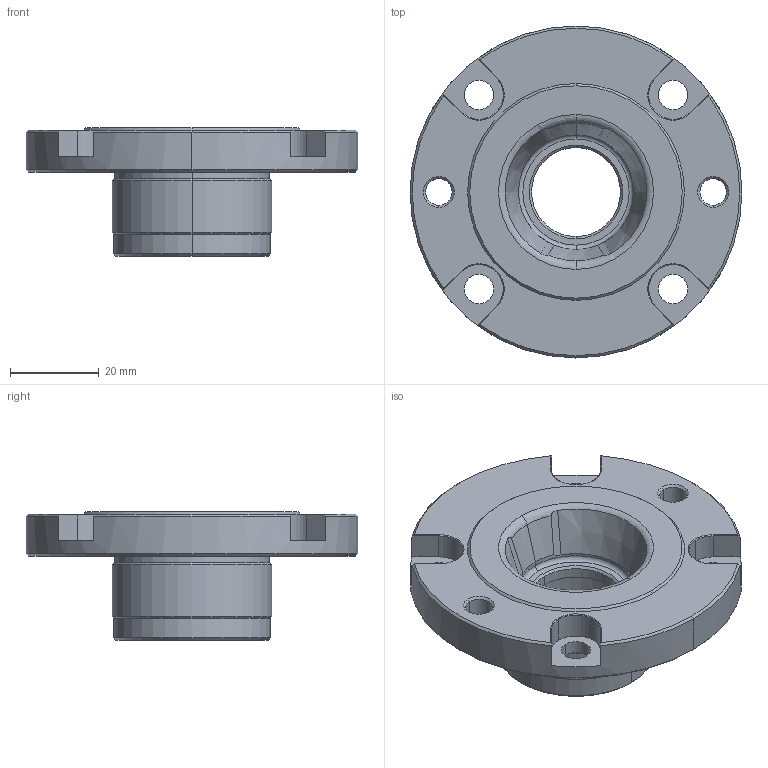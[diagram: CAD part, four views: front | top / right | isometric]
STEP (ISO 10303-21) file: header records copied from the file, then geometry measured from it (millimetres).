
FILE_DESCRIPTION (( 'STEP AP203' ), '1' );
FILE_NAME ('amwf50-bu-d.STEP', '2021-10-21T07:35:45', ( '' ), ( '' ), 'SwSTEP 2.0', 'SolidWorks 2020', '' );
FILE_SCHEMA (( 'CONFIG_CONTROL_DESIGN' ));
Length unit declared in the file: millimetre
Products named in the file (1): amwf50-bu-d
Bounding box: 75 x 75 x 29 mm (x, y, z)
Volume: 40922.1 mm3; surface area: 15193.5 mm2
Topology: 1 solids, 1 shells, 124 faces, 297 edges, 179 vertices
Faces by surface type: cone 52, cylinder 36, plane 30, torus 6
Entity records: 3757 total; most frequent: CARTESIAN_POINT 733, DIRECTION 658, ORIENTED_EDGE 594, EDGE_CURVE 297, AXIS2_PLACEMENT_3D 268, VERTEX_POINT 179, CIRCLE 143, EDGE_LOOP 142
